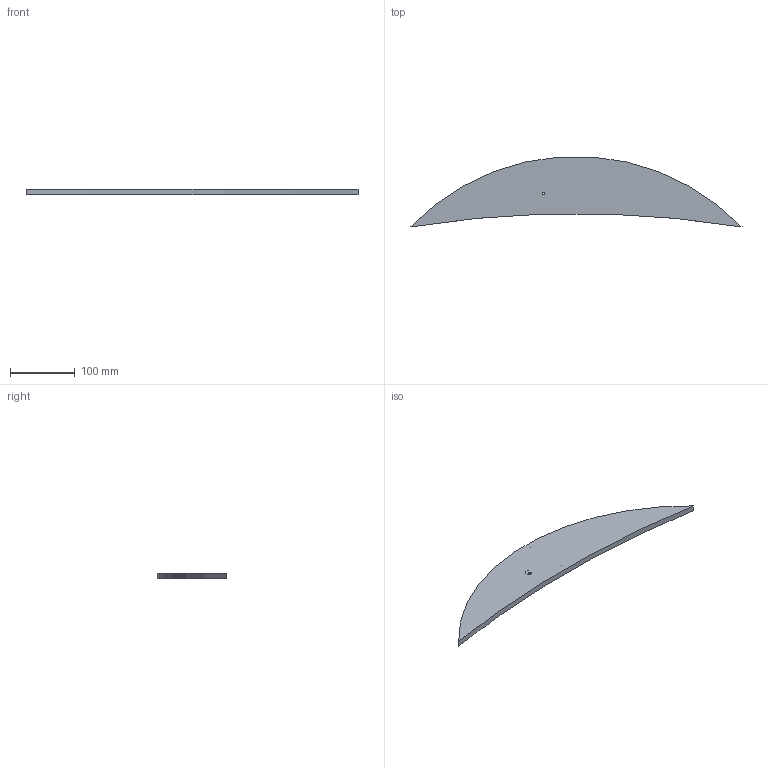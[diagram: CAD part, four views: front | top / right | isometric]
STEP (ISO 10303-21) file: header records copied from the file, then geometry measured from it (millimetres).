
FILE_DESCRIPTION((''),'2;1');
FILE_NAME('6080-131 FieldCageTermination Plate-1.stp','2008-02-21T13:29:26',('mds'),(''),'Autodesk Inventor 11','Autodesk Inventor 11','');
FILE_SCHEMA(('AUTOMOTIVE_DESIGN { 1 0 10303 214 1 1 1 1 }'));
Length unit declared in the file: millimetre
Products named in the file (1): 6080-131 FieldCageTermination Plate-1
Bounding box: 514.13 x 108.33 x 9 mm (x, y, z)
Volume: 283775.7 mm3; surface area: 73731.9 mm2
Topology: 1 solids, 1 shells, 18 faces, 41 edges, 26 vertices
Faces by surface type: cylinder 8, plane 5, cone 4, bspline 1
Full cylindrical faces by diameter (mm): 4.134 x4
Entity records: 470 total; most frequent: CARTESIAN_POINT 86, DIRECTION 82, ORIENTED_EDGE 56, AXIS2_PLACEMENT_3D 36, EDGE_LOOP 30, EDGE_CURVE 28, VERTEX_POINT 22, FACE_OUTER_BOUND 18
